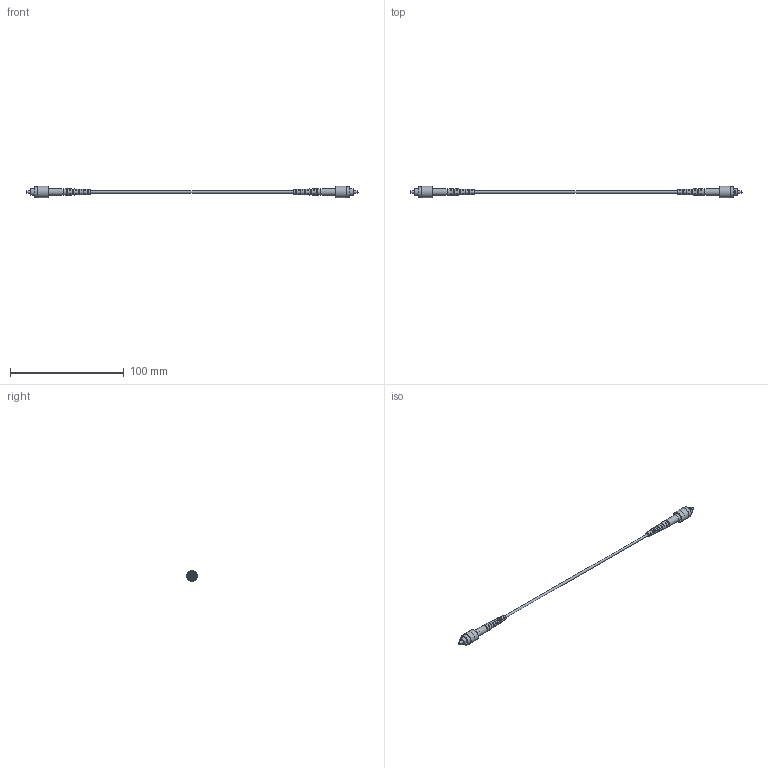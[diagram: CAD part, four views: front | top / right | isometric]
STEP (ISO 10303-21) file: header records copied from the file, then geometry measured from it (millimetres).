
FILE_DESCRIPTION (( 'STEP AP214' ), '1' );
FILE_NAME ('FCA-S2SZ-FCAFCA.step', '2022-11-03T03:45:04', ( '' ), ( '' ), 'SwSTEP 2.0', 'SolidWorks 2022', '' );
FILE_SCHEMA (( 'AUTOMOTIVE_DESIGN' ));
Length unit declared in the file: inch
Products named in the file (3): FCA-S2SZ-FCAFCA; Fiber Coax^FCA-S2SZ-FCAFCA; FC-APC CONN^FCA-S2SZ-FCAFCA
Assembly tree (3 placements, depth 2):
  FCA-S2SZ-FCAFCA
    Fiber Coax^FCA-S2SZ-FCAFCA
    FC-APC CONN^FCA-S2SZ-FCAFCA  x2
Bounding box: 291.58 x 10 x 10 mm (x, y, z)
Volume: 2479.5 mm3; surface area: 6934.6 mm2
Topology: 3 solids, 7 shells, 307 faces, 827 edges, 552 vertices
Faces by surface type: plane 222, cylinder 55, cone 30
Full cylindrical faces by diameter (mm): 0.122 x2, 1.397 x2, 2 x1, 2.159 x2, 2.5 x2, 3.008 x2, 3.048 x2, 3.175 x2, 3.556 x2, 3.693 x2, 3.81 x4, 4.242 x2, 4.369 x2, 4.445 x2, 4.572 x2, 4.953 x2, 5.08 x2, 5.232 x2, 5.283 x2, 5.969 x2, 6.096 x2, 7.112 x2, 8.255 x2, 9.017 x4, 10 x2
Entity records: 6840 total; most frequent: CARTESIAN_POINT 1241, DIRECTION 712, ORIENTED_EDGE 658, EDGE_CURVE 329, AXIS2_PLACEMENT_3D 310, EDGE_LOOP 260, VERTEX_POINT 241, FACE_OUTER_BOUND 182
